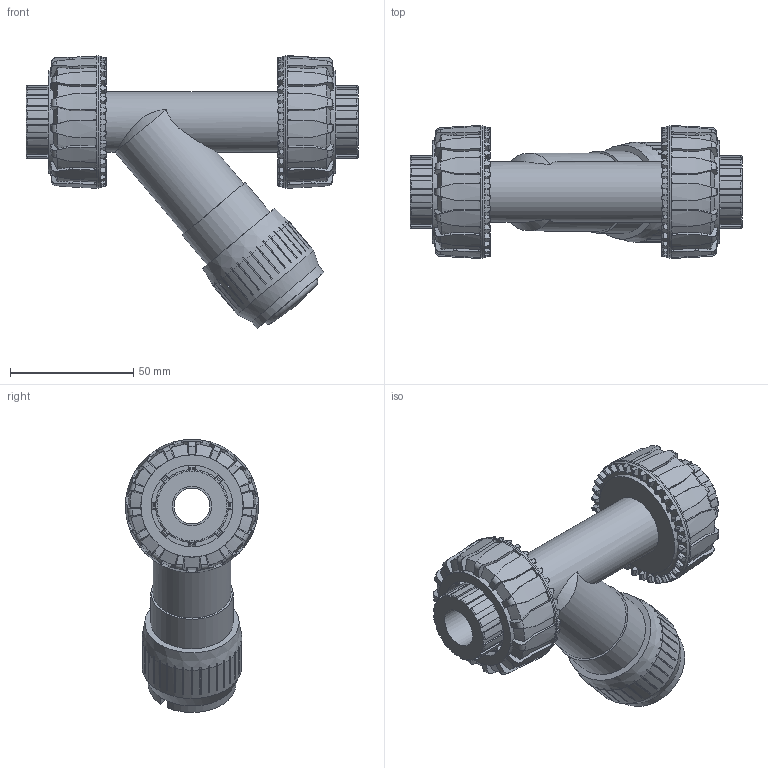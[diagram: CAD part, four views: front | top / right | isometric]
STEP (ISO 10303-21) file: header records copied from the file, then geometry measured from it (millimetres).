
FILE_DESCRIPTION(/* description */ (''),/* implementation_level */ '2;1');
FILE_NAME(/* name */ 'RVUIT016E.iam.stp',/* time_stamp */ '2014-06-09T12:13:22+02:00',/* author */ ('bfaro'),/* organization */ (''),/* preprocessor_version */ 'ST-DEVELOPER v15.6',/* originating_system */ 'Autodesk Inventor 2015',/* authorisation */ '');
FILE_SCHEMA (('AUTOMOTIVE_DESIGN { 1 0 10303 214 3 1 1 }'));
Length unit declared in the file: millimetre
Products named in the file (5): cassa RVU-T 20; NTVKD020V; ENDIV016; CoperchioRV 16-20; RVUIT016E
Bounding box: 134.5 x 53.9 x 110.58 mm (x, y, z)
Volume: 176963.2 mm3; surface area: 61814.5 mm2
Topology: 6 solids, 6 shells, 1459 faces, 4044 edges, 2608 vertices
Faces by surface type: plane 719, cylinder 394, cone 266, torus 79, sphere 1
Full cylindrical faces by diameter (mm): 14.5 x2, 15 x1, 16 x2, 21 x1, 24.5 x1, 27.4 x1, 31.6 x1, 33.249 x1, 36.8 x2, 37.8 x2, 40.5 x1, 41.1 x2, 43 x2, 53.9 x2
Entity records: 28308 total; most frequent: CARTESIAN_POINT 7714, ORIENTED_EDGE 4502, DIRECTION 4246, EDGE_CURVE 2235, AXIS2_PLACEMENT_3D 1644, VERTEX_POINT 1456, LINE 958, VECTOR 958
